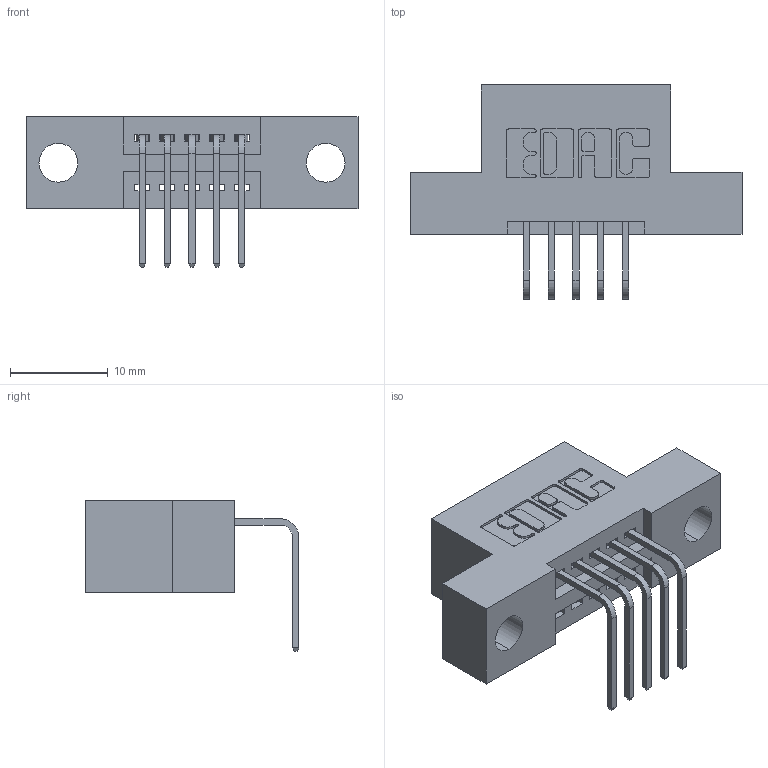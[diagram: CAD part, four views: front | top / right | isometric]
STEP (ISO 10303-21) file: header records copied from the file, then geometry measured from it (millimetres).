
FILE_DESCRIPTION (( 'STEP AP203' ), '1' );
FILE_NAME ('345-005-558-104.STEP', '2021-06-01T16:05:07', ( '' ), ( '' ), 'SwSTEP 2.0', 'SolidWorks 2020', '' );
FILE_SCHEMA (( 'CONFIG_CONTROL_DESIGN' ));
Length unit declared in the file: inch
Products named in the file (3): 345-292-001_558 Tail - 2; 345-005-558-104; 345 Part_Flush Mounting Lugs - 0.156 Dia-TI
Assembly tree (6 placements, depth 2):
  345-005-558-104
    345 Part_Flush Mounting Lugs - 0.156 Dia-TI
    345-292-001_558 Tail - 2  x5
Bounding box: 33.91 x 21.83 x 15.37 mm (x, y, z)
Volume: 2828.3 mm3; surface area: 3196.1 mm2
Topology: 6 solids, 6 shells, 440 faces, 1287 edges, 850 vertices
Faces by surface type: plane 304, cylinder 136
Entity records: 9247 total; most frequent: CARTESIAN_POINT 1613, ORIENTED_EDGE 1550, DIRECTION 1461, EDGE_CURVE 775, VECTOR 623, LINE 623, VERTEX_POINT 514, AXIS2_PLACEMENT_3D 419
